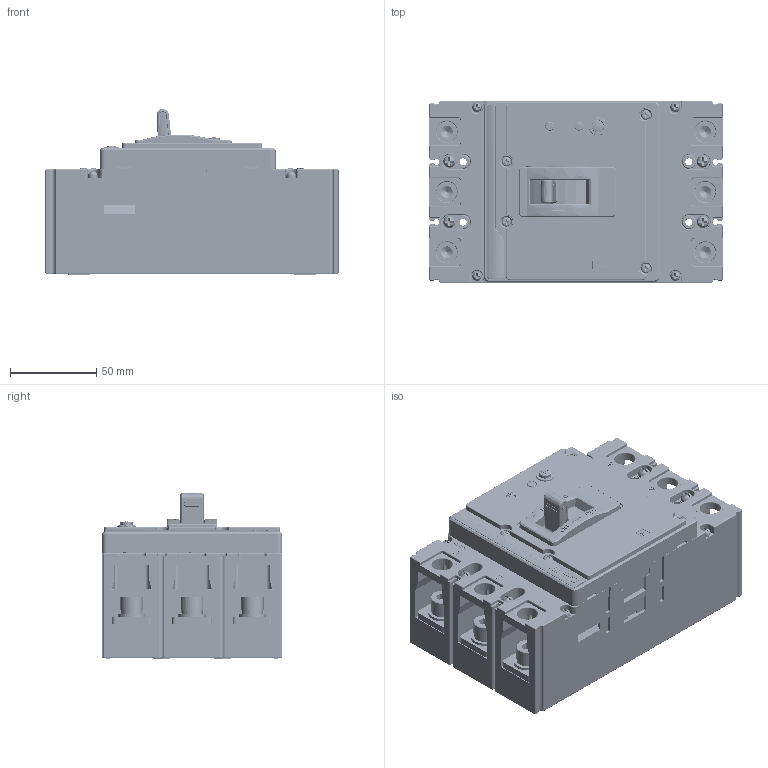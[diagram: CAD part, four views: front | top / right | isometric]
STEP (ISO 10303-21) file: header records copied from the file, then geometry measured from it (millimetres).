
FILE_DESCRIPTION(/* description */ (''),/* implementation_level */ '2;1');
FILE_NAME(/* name */ 'NXMLE-250S 3P.stp',/* time_stamp */ '2019-10-24T13:07:32+08:00',/* author */ (''),/* organization */ (''),/* preprocessor_version */ 'ST-DEVELOPER v11',/* originating_system */ 'SIEMENS PLM Software NX 7.5',/* authorisation */ '');
FILE_SCHEMA (('CONFIG_CONTROL_DESIGN'));
Products named in the file (1): NXMLE-250S 3P
Bounding box: 170 x 105 x 96.3 mm (x, y, z)
Volume: 468618.4 mm3; surface area: 319562.7 mm2
Topology: 121 solids, 123 shells, 6363 faces, 16873 edges, 10784 vertices
Faces by surface type: plane 3725, cylinder 1645, cone 302, torus 247, sphere 197, extrusion 148, bspline 99
Full cylindrical faces by diameter (mm): 1.2 x1, 1.8 x2, 2 x2, 2.458 x4, 2.5 x2, 2.675 x4, 2.849 x12, 3 x24, 3.11 x12, 3.2 x1, 3.5 x12, 3.7 x12, 3.8 x4, 4 x35, 4.2 x4, 4.3 x8, 4.5 x16, 4.91 x8, 5 x15, 5.35 x4, 5.4 x4, 5.5 x1, 5.8 x7, 5.85 x12, 6 x4, 6.41 x8, 6.5 x3, 7 x39, 7.2 x2, 7.5 x7
Entity records: 209362 total; most frequent: CARTESIAN_POINT 55338, ORIENTED_EDGE 31846, DIRECTION 31463, EDGE_CURVE 15923, AXIS2_PLACEMENT_3D 10820, VERTEX_POINT 10504, VECTOR 9823, LINE 9675
